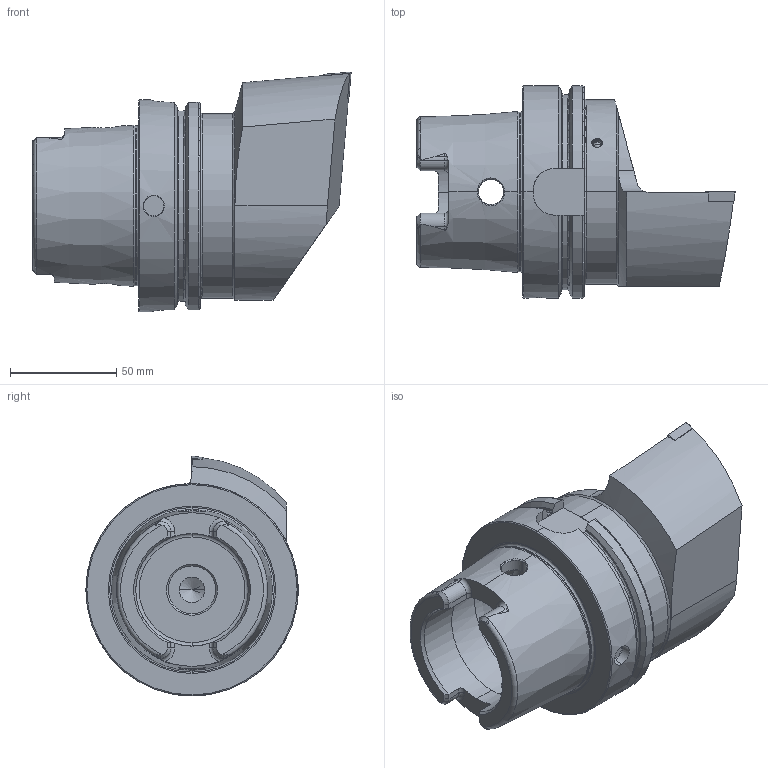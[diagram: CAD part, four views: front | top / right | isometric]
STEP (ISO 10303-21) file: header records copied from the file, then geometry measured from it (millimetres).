
FILE_DESCRIPTION (( 'STEP AP203' ), '1' );
FILE_NAME ('HA0.KCC.LLA.100.STEP', '2011-07-12T13:37:51', ( 'baer' ), ( 'Hewlett-Packard Company' ), 'SwSTEP 2.0', 'SolidWorks 2009', '' );
FILE_SCHEMA (( 'CONFIG_CONTROL_DESIGN' ));
Length unit declared in the file: millimetre
Products named in the file (5): HA0.KCC.LLA.100; HA0-KCC.LLA.100_C_Fertigbearbeitung; CCMT120404; WCC-ER2.001.010_A; KVT_MB_600_050
Assembly tree (4 placements, depth 2):
  HA0.KCC.LLA.100
    CCMT120404
    WCC-ER2.001.010_A
    KVT_MB_600_050
    HA0-KCC.LLA.100_C_Fertigbearbeitung
Bounding box: 149.9 x 100 x 113 mm (x, y, z)
Volume: 532852 mm3; surface area: 68711.7 mm2
Topology: 5 solids, 5 shells, 306 faces, 792 edges, 480 vertices
Faces by surface type: cylinder 94, cone 80, plane 72, torus 42, bspline 16, sphere 2
Entity records: 11741 total; most frequent: CARTESIAN_POINT 4143, ORIENTED_EDGE 1538, DIRECTION 1438, EDGE_CURVE 769, AXIS2_PLACEMENT_3D 574, VERTEX_POINT 477, EDGE_LOOP 320, FACE_OUTER_BOUND 306
